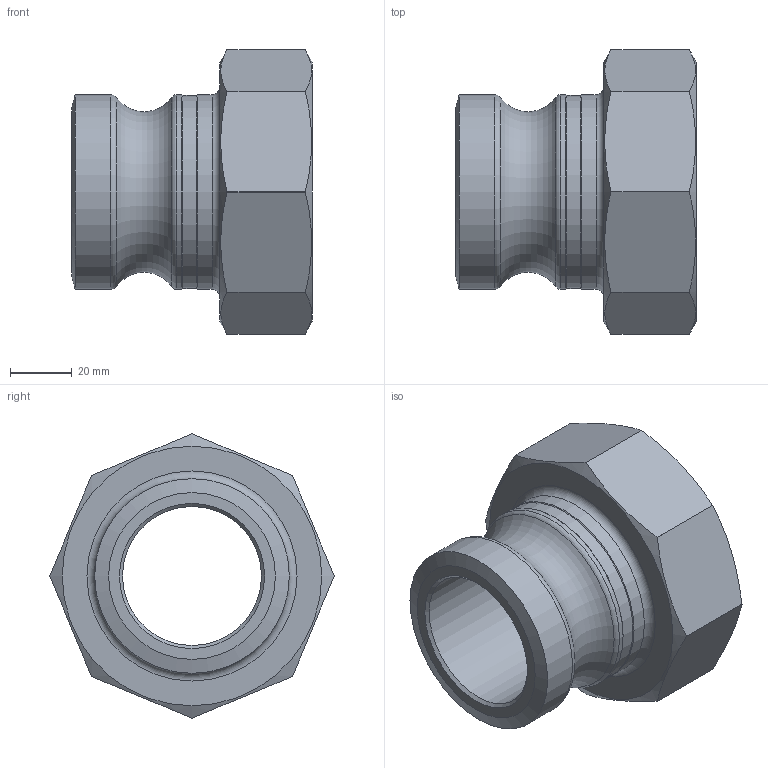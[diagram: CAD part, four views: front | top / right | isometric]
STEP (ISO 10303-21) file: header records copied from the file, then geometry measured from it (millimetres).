
FILE_DESCRIPTION(/* description */ ('INNENGEWINDESTECKER G 2.1/2"'),/* implementation_level */ '2;1');
FILE_NAME(/* name */ 'vig_25_50_n.stp',/* time_stamp */ '2020-07-17T11:30:08+02:00',/* author */ ('ertl'),/* organization */ (''),/* preprocessor_version */ 'ST-DEVELOPER v17',/* originating_system */ 'Autodesk Inventor 2018',/* authorisation */ '129250,15 mm^3');
FILE_SCHEMA (('AUTOMOTIVE_DESIGN { 1 0 10303 214 3 1 1 }'));
Length unit declared in the file: millimetre
Products named in the file (1): ENG-009926
Bounding box: 78 x 92 x 92 mm (x, y, z)
Volume: 124570.9 mm3; surface area: 38530.7 mm2
Topology: 1 solids, 1 shells, 38 faces, 111 edges, 77 vertices
Faces by surface type: cylinder 14, plane 12, cone 8, torus 4
Full cylindrical faces by diameter (mm): 45 x1, 62.5 x1, 63 x3, 72.226 x1
Entity records: 1384 total; most frequent: CARTESIAN_POINT 259, DIRECTION 238, ORIENTED_EDGE 222, EDGE_CURVE 111, AXIS2_PLACEMENT_3D 104, VERTEX_POINT 77, CIRCLE 65, EDGE_LOOP 42
